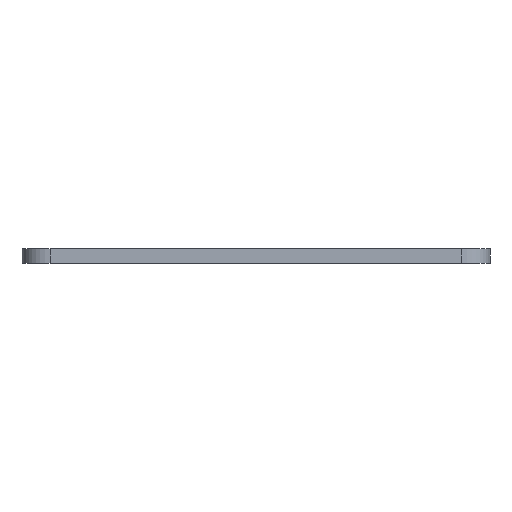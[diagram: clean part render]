
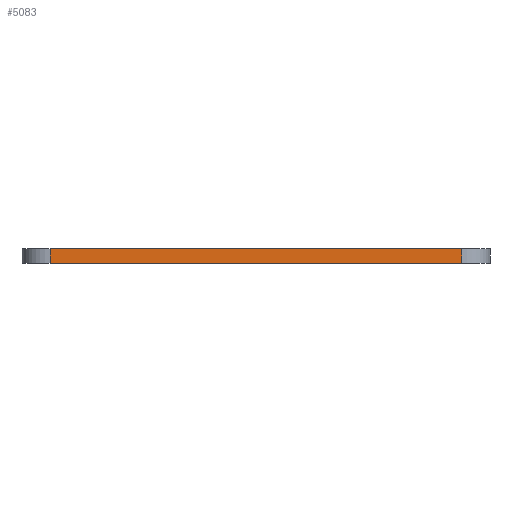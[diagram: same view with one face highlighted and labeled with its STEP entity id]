
A CAD part, left-side view. The second image highlights one B-rep face of the part: STEP entity #5083.
In plain terms, the highlighted planar face has unit normal (-1, 0, 0).
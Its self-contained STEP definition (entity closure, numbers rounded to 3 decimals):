
#424=PLANE('',#5729);
#636=FACE_OUTER_BOUND('',#850,.T.);
#850=EDGE_LOOP('',(#4012,#4013,#4014,#4015));
#1476=LINE('',#8472,#1696);
#1477=LINE('',#8475,#1697);
#1478=LINE('',#8477,#1698);
#1479=LINE('',#8478,#1699);
#1696=VECTOR('',#7193,10.);
#1697=VECTOR('',#7196,10.);
#1698=VECTOR('',#7197,10.);
#1699=VECTOR('',#7198,10.);
#2536=VERTEX_POINT('',#8468);
#2537=VERTEX_POINT('',#8470);
#2538=VERTEX_POINT('',#8474);
#2539=VERTEX_POINT('',#8476);
#3168=EDGE_CURVE('',#2536,#2537,#1476,.T.);
#3169=EDGE_CURVE('',#2538,#2536,#1477,.T.);
#3170=EDGE_CURVE('',#2539,#2537,#1478,.T.);
#3171=EDGE_CURVE('',#2538,#2539,#1479,.T.);
#4012=ORIENTED_EDGE('',*,*,#3169,.T.);
#4013=ORIENTED_EDGE('',*,*,#3168,.T.);
#4014=ORIENTED_EDGE('',*,*,#3170,.F.);
#4015=ORIENTED_EDGE('',*,*,#3171,.F.);
#5083=ADVANCED_FACE('',(#636),#424,.T.);
#5729=AXIS2_PLACEMENT_3D('',#8473,#7194,#7195);
#7193=DIRECTION('',(0.,0.,1.));
#7194=DIRECTION('center_axis',(-1.,0.,0.));
#7195=DIRECTION('ref_axis',(0.,-1.,0.));
#7196=DIRECTION('',(0.,-1.,0.));
#7197=DIRECTION('',(0.,-1.,0.));
#7198=DIRECTION('',(0.,0.,1.));
#8468=CARTESIAN_POINT('',(7.,3.,0.));
#8470=CARTESIAN_POINT('',(7.,3.,1.57));
#8472=CARTESIAN_POINT('',(7.,3.,0.));
#8473=CARTESIAN_POINT('Origin',(7.,47.,0.));
#8474=CARTESIAN_POINT('',(7.,47.,0.));
#8475=CARTESIAN_POINT('',(7.,47.,0.));
#8476=CARTESIAN_POINT('',(7.,47.,1.57));
#8477=CARTESIAN_POINT('',(7.,47.,1.57));
#8478=CARTESIAN_POINT('',(7.,47.,0.));
